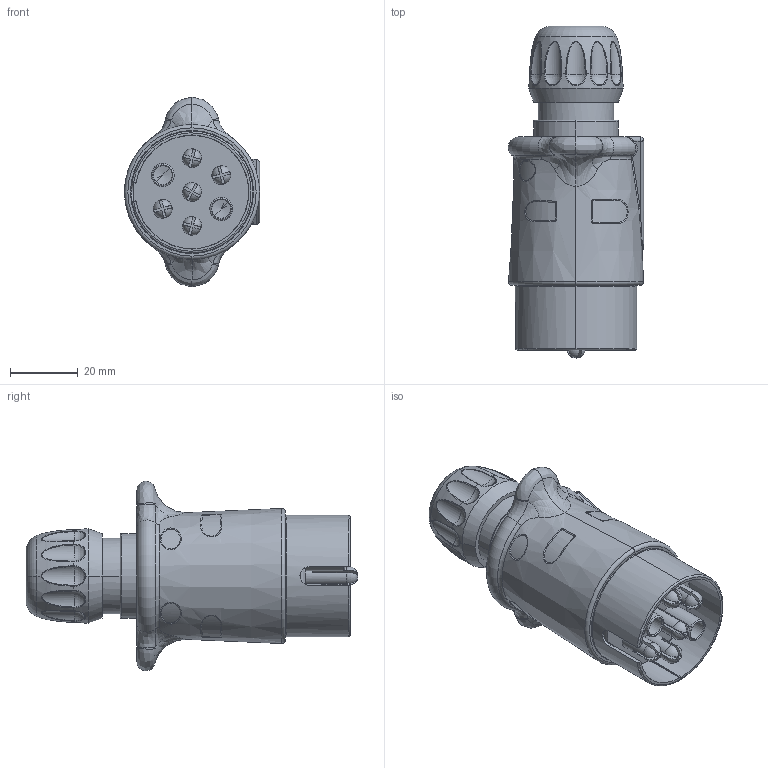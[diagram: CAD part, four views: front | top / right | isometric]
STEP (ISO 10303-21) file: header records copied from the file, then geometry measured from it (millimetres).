
FILE_DESCRIPTION((''),'2;1');
FILE_NAME('201007_SW0001','2020-10-15T09:32:05',('teru'),(''),'CREO PARAMETRIC BY PTC INC, 2017380','CREO PARAMETRIC BY PTC INC, 2017380','');
FILE_SCHEMA(('CONFIG_CONTROL_DESIGN'));
Length unit declared in the file: millimetre
Products named in the file (1): 201007_SW0001
Bounding box: 40 x 98.14 x 55.99 mm (x, y, z)
Volume: 77581 mm3; surface area: 17332.9 mm2
Topology: 1 solids, 5 shells, 664 faces, 1756 edges, 1126 vertices
Faces by surface type: plane 322, bspline 120, cylinder 116, torus 47, sphere 35, cone 24
Entity records: 30887 total; most frequent: CARTESIAN_POINT 15252, ORIENTED_EDGE 3498, DIRECTION 2912, EDGE_CURVE 1749, VERTEX_POINT 1126, AXIS2_PLACEMENT_3D 986, VECTOR 940, LINE 940
